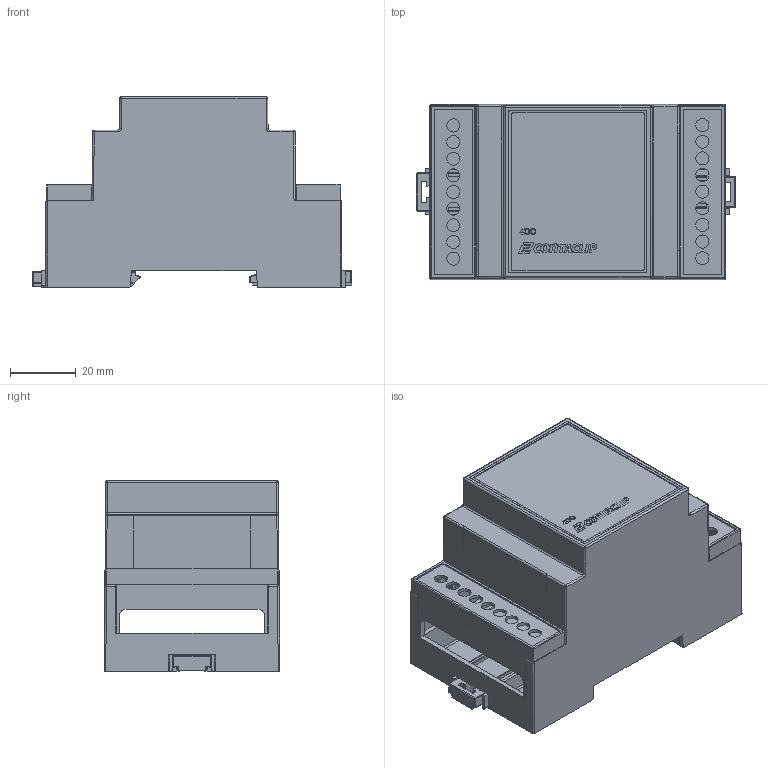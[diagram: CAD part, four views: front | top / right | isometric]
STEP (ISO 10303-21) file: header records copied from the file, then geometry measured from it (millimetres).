
FILE_DESCRIPTION(/* description */ (''),/* implementation_level */ '2;1');
FILE_NAME(/* name */ '16378.2_GSM-PRO-4DO.stp',/* time_stamp */ '2020-03-17T15:12:58+01:00',/* author */ (''),/* organization */ (''),/* preprocessor_version */ 'ST-DEVELOPER v16.7',/* originating_system */ 'SIEMENS PLM Software NX 12.0',/* authorisation */ '');
FILE_SCHEMA (('AUTOMOTIVE_DESIGN { 1 0 10303 214 3 1 1 1 }'));
Length unit declared in the file: millimetre
Products named in the file (1): 16378.2_GSM-PRO-4DO
Bounding box: 97.1 x 53.5 x 58 mm (x, y, z)
Volume: 39523.1 mm3; surface area: 56541.2 mm2
Topology: 7 solids, 7 shells, 1250 faces, 3276 edges, 2022 vertices
Faces by surface type: plane 661, cylinder 403, bspline 89, sphere 70, extrusion 27
Full cylindrical faces by diameter (mm): 4 x18
Entity records: 41611 total; most frequent: CARTESIAN_POINT 11326, ORIENTED_EDGE 6382, DIRECTION 5915, EDGE_CURVE 3191, VECTOR 2171, LINE 2144, VERTEX_POINT 2004, AXIS2_PLACEMENT_3D 1872
